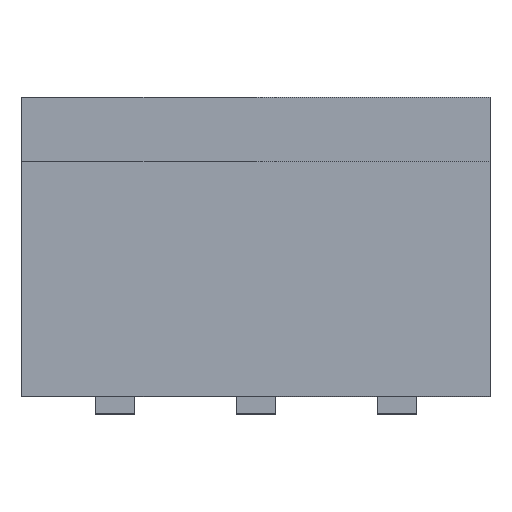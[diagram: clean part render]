
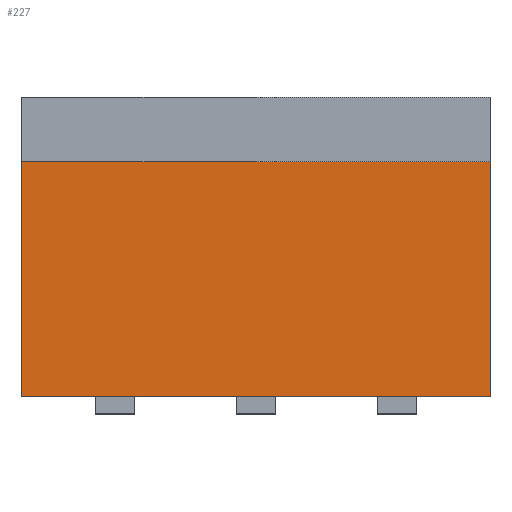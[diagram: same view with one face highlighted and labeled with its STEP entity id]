
A CAD part, top view. The second image highlights one B-rep face of the part: STEP entity #227.
In plain terms, the highlighted planar face has unit normal (0, 0, 1).
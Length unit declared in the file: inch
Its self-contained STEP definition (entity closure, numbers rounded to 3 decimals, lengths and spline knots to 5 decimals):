
#227 = ADVANCED_FACE( '', ( #449 ), #450, .F. );
#449 = FACE_OUTER_BOUND( '', #770, .T. );
#450 = PLANE( '', #771 );
#770 = EDGE_LOOP( '', ( #1432, #1433, #1434, #1435 ) );
#771 = AXIS2_PLACEMENT_3D( '', #1436, #1437, #1438 );
#1432 = ORIENTED_EDGE( '', *, *, #2386, .F. );
#1433 = ORIENTED_EDGE( '', *, *, #2249, .T. );
#1434 = ORIENTED_EDGE( '', *, *, #2330, .T. );
#1435 = ORIENTED_EDGE( '', *, *, #2380, .F. );
#1436 = CARTESIAN_POINT( '', ( 0., 0.0835, 0.05 ) );
#1437 = DIRECTION( '', ( 0., 0., -1. ) );
#1438 = DIRECTION( '', ( -1., 0., 0. ) );
#2249 = EDGE_CURVE( '', #2667, #2685, #2687, .T. );
#2330 = EDGE_CURVE( '', #2685, #2819, #2821, .T. );
#2380 = EDGE_CURVE( '', #2894, #2819, #2897, .T. );
#2386 = EDGE_CURVE( '', #2667, #2894, #2906, .T. );
#2667 = VERTEX_POINT( '', #3354 );
#2685 = VERTEX_POINT( '', #3381 );
#2687 = LINE( '', #3384, #3385 );
#2819 = VERTEX_POINT( '', #3596 );
#2821 = LINE( '', #3599, #3600 );
#2894 = VERTEX_POINT( '', #3721 );
#2897 = LINE( '', #3725, #3726 );
#2906 = LINE( '', #3740, #3741 );
#3354 = CARTESIAN_POINT( '', ( 0., 0.0655, 0.05 ) );
#3381 = CARTESIAN_POINT( '', ( 0., 0., 0.05 ) );
#3384 = CARTESIAN_POINT( '', ( 0., 0.0835, 0.05 ) );
#3385 = VECTOR( '', #4321, 39.37008 );
#3596 = CARTESIAN_POINT( '', ( 0.13061, 0., 0.05 ) );
#3599 = CARTESIAN_POINT( '', ( 0., 0., 0.05 ) );
#3600 = VECTOR( '', #4402, 39.37008 );
#3721 = CARTESIAN_POINT( '', ( 0.13061, 0.0655, 0.05 ) );
#3725 = CARTESIAN_POINT( '', ( 0.13061, 0.0835, 0.05 ) );
#3726 = VECTOR( '', #4452, 39.37008 );
#3740 = CARTESIAN_POINT( '', ( 0., 0.0655, 0.05 ) );
#3741 = VECTOR( '', #4458, 39.37008 );
#4321 = DIRECTION( '', ( 0., -1., 0. ) );
#4402 = DIRECTION( '', ( 1., 0., 0. ) );
#4452 = DIRECTION( '', ( 0., -1., 0. ) );
#4458 = DIRECTION( '', ( 1., 0., 0. ) );
